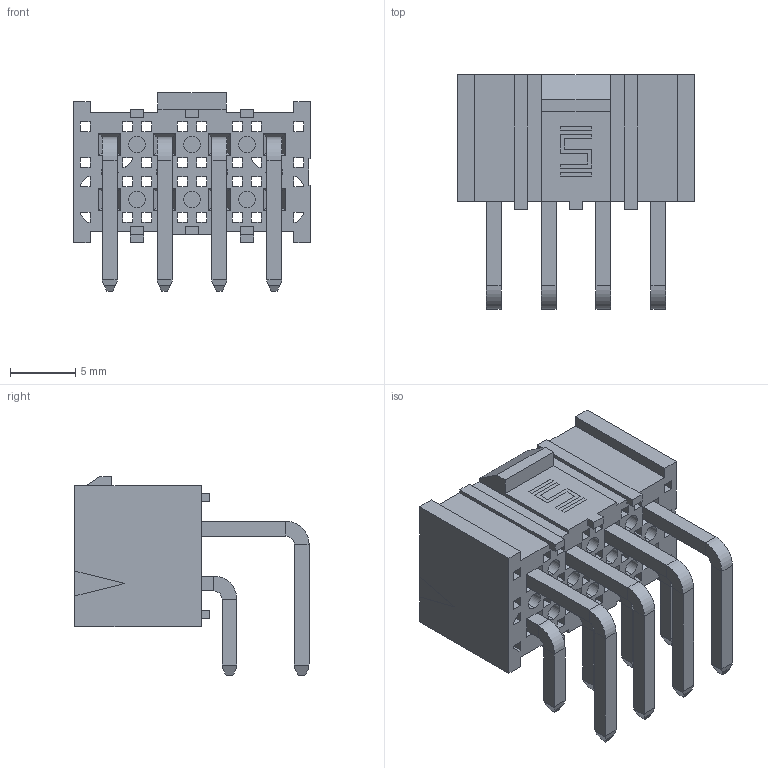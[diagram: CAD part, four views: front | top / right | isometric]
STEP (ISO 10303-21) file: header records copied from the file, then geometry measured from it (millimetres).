
FILE_DESCRIPTION (( 'STEP AP203' ), '1' );
FILE_NAME ('IPBT-104-H1-X-D-RA.step', '2007-03-13T14:56:40', ( ' ' ), ( ' ' ), 'SwSTEP 2.0', 'SolidWorks 2007', '' );
FILE_SCHEMA (( 'CONFIG_CONTROL_DESIGN' ));
Length unit declared in the file: inch
Products named in the file (4): T-1S55-X_-01 RA (IPBT-RA  2nd row pin); IPBT-XX-D-XX_4POS; T-1S55-X_-01 RA (IPBT-RA  1st row pin); IPBT-104-H1-X-D-RA
Assembly tree (9 placements, depth 2):
  IPBT-104-H1-X-D-RA
    T-1S55-X_-01 RA (IPBT-RA  1st row pin)  x4
    T-1S55-X_-01 RA (IPBT-RA  2nd row pin)  x4
    IPBT-XX-D-XX_4POS
Bounding box: 18.1 x 17.89 x 15.19 mm (x, y, z)
Volume: 1013.8 mm3; surface area: 2996.6 mm2
Topology: 9 solids, 9 shells, 666 faces, 1707 edges, 1048 vertices
Faces by surface type: plane 630, cylinder 36
Entity records: 15773 total; most frequent: CARTESIAN_POINT 2653, ORIENTED_EDGE 2646, DIRECTION 2415, EDGE_CURVE 1323, LINE 1275, VECTOR 1275, VERTEX_POINT 808, EDGE_LOOP 579
